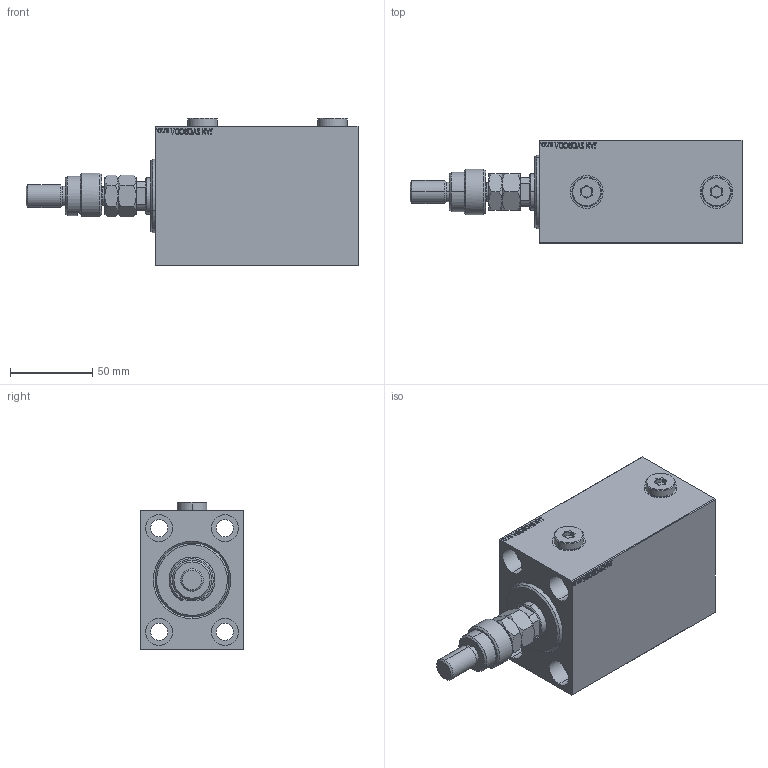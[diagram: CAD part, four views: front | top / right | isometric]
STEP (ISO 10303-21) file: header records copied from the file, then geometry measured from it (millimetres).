
FILE_DESCRIPTION (( 'STEP AP203' ), '1' );
FILE_NAME ('cdc9.STEP', '2024-02-13T01:39:01', ( '' ), ( '' ), 'SwSTEP 2.0', 'SolidWorks 2019', '' );
FILE_SCHEMA (( 'CONFIG_CONTROL_DESIGN' ));
Length unit declared in the file: millimetre
Products named in the file (8): FEMALE_PART_FOR_DFA 53f2813b79405e606f276fd7194613f9; DFA 53f2813b79405e606f276fd7194613f9; V450CM_C_Body 53f2813b79405e606f276fd7194613f9; V450CM_VC_B 53f2813b79405e606f276fd7194613f9; Zatka_OIL_PORT 53f2813b79405e606f276fd7194613f9; cdc9; V450CM_C_VCP 53f2813b79405e606f276fd7194613f9; MFA 53f2813b79405e606f276fd7194613f9
Assembly tree (8 placements, depth 3):
  cdc9
    V450CM_C_Body 53f2813b79405e606f276fd7194613f9
    V450CM_C_VCP 53f2813b79405e606f276fd7194613f9
    V450CM_VC_B 53f2813b79405e606f276fd7194613f9
    DFA 53f2813b79405e606f276fd7194613f9
      FEMALE_PART_FOR_DFA 53f2813b79405e606f276fd7194613f9
      MFA 53f2813b79405e606f276fd7194613f9
    Zatka_OIL_PORT 53f2813b79405e606f276fd7194613f9  x2
Bounding box: 202 x 63 x 89.9 mm (x, y, z)
Volume: 573650.1 mm3; surface area: 109853.8 mm2
Topology: 7 solids, 7 shells, 1001 faces, 2510 edges, 1641 vertices
Faces by surface type: plane 470, bspline 380, cylinder 89, cone 58, torus 4
Entity records: 48042 total; most frequent: CARTESIAN_POINT 26141, ORIENTED_EDGE 4936, DIRECTION 3094, EDGE_CURVE 2468, VERTEX_POINT 1617, VECTOR 1410, LINE 1410, EDGE_LOOP 1119
